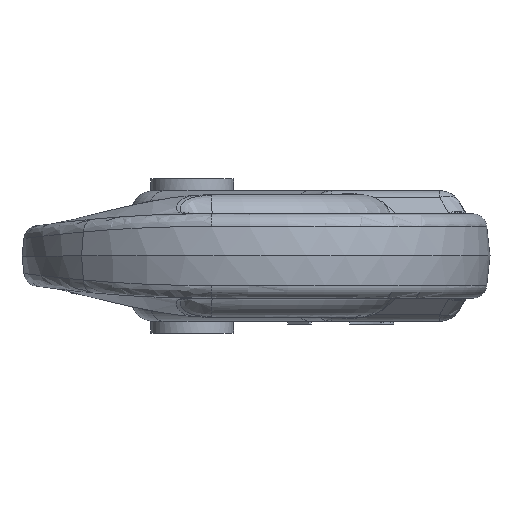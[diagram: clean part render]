
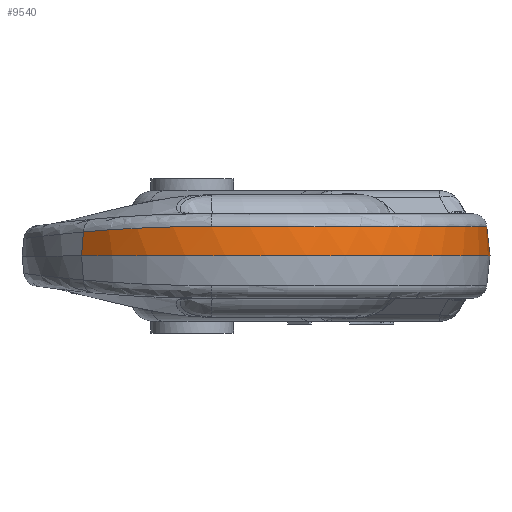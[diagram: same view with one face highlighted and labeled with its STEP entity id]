
A CAD part, front view. The second image highlights one B-rep face of the part: STEP entity #9540.
In plain terms, the highlighted conical face has half-angle 6 degrees and reference radius 99.35 mm.
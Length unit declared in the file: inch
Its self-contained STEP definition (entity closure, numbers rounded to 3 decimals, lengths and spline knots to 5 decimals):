
#1967=CARTESIAN_POINT('',(0.83022,-0.29281,
0.48729));
#1968=DIRECTION('',(0.,0.,1.));
#1969=DIRECTION('',(-0.175,-0.985,0.));
#1970=AXIS2_PLACEMENT_3D('',#1967,#1968,#1969);
#2008=CARTESIAN_POINT('',(0.15049,-4.11872,
0.48703));
#2009=CARTESIAN_POINT('',(0.08394,-4.1069,
0.48699));
#2010=CARTESIAN_POINT('',(-0.04848,-4.07982,
0.48668));
#2011=CARTESIAN_POINT('',(-0.24439,-4.02895,
0.48671));
#2012=CARTESIAN_POINT('',(-0.43767,-3.96821,
0.4836));
#2013=CARTESIAN_POINT('',(-0.62824,-3.89735,
0.47914));
#2014=CARTESIAN_POINT('',(-0.81525,-3.81664,
0.47295));
#2015=CARTESIAN_POINT('',(-0.99785,-3.72637,
0.46527));
#2016=CARTESIAN_POINT('',(-1.17515,-3.62702,
0.4563));
#2017=CARTESIAN_POINT('',(-1.34697,-3.51873,
0.44622));
#2018=CARTESIAN_POINT('',(-1.51297,-3.4017,
0.43519));
#2019=CARTESIAN_POINT('',(-1.67285,-3.27611,
0.42339));
#2020=CARTESIAN_POINT('',(-1.82618,-3.14222,
0.411));
#2021=CARTESIAN_POINT('',(-1.92378,-3.04758,
0.40253));
#2022=CARTESIAN_POINT('',(-1.97135,-2.99899,
0.39823));
#2024=DIRECTION('',(-0.097,-0.039,0.995));
#2025=VECTOR('',#2024,0.48997);
#2026=CARTESIAN_POINT('',(4.48883,1.16136,0.));
#2027=LINE('',#2026,#2025);
#2028=CARTESIAN_POINT('',(0.83022,-0.29281,
0.));
#2029=DIRECTION('',(0.,0.,-1.));
#2030=DIRECTION('',(0.929,0.369,0.));
#2031=AXIS2_PLACEMENT_3D('',#2028,#2029,#2030);
#3924=DIRECTION('',(0.075,0.073,0.995));
#3925=VECTOR('',#3924,0.40042);
#3926=CARTESIAN_POINT('',(-2.00146,-3.02807,0.));
#3927=LINE('',#3926,#3925);
#6411=CARTESIAN_POINT('',(4.48883,1.16136,
0.));
#6412=CARTESIAN_POINT('',(-2.00146,-3.02807,
0.));
#6413=VERTEX_POINT('',#6411);
#6414=VERTEX_POINT('',#6412);
#6415=CARTESIAN_POINT('',(4.44123,1.14244,0.48729));
#6416=VERTEX_POINT('',#6415);
#6417=CARTESIAN_POINT('',(0.15049,-4.11869,
0.48729));
#6418=VERTEX_POINT('',#6417);
#6419=VERTEX_POINT('',#2022);
#9525=CARTESIAN_POINT('',(0.83022,-0.29281,
0.24366));
#9526=DIRECTION('',(0.,0.,-1.));
#9527=DIRECTION('',(0.719,0.695,0.));
#9528=AXIS2_PLACEMENT_3D('',#9525,#9526,#9527);
#9529=CONICAL_SURFACE('',#9528,3.9114,6.);
#9531=ORIENTED_EDGE('',*,*,#9530,.T.);
#9533=ORIENTED_EDGE('',*,*,#9532,.T.);
#9535=ORIENTED_EDGE('',*,*,#9534,.F.);
#9536=ORIENTED_EDGE('',*,*,#9486,.T.);
#9537=ORIENTED_EDGE('',*,*,#9516,.F.);
#9538=EDGE_LOOP('',(#9531,#9533,#9535,#9536,#9537));
#9539=FACE_OUTER_BOUND('',#9538,.F.);
#9540=ADVANCED_FACE('',(#9539),#9529,.T.);
#1971=CIRCLE('',#1970,3.88579);
#2023=B_SPLINE_CURVE_WITH_KNOTS('',3,(#2008,#2009,#2010,#2011,#2012,#2013,#2014,
#2015,#2016,#2017,#2018,#2019,#2020,#2021,#2022),.UNSPECIFIED.,.F.,.F.,(4,1,1,1,
1,1,1,1,1,1,1,1,4),(0.,0.08333,0.16667,0.25,
0.33333,0.41667,0.5,0.58333,0.66667,
0.75,0.83333,0.91667,1.),.UNSPECIFIED.);
#2032=CIRCLE('',#2031,3.93701);
#9486=EDGE_CURVE('',#6418,#6416,#1971,.T.);
#9516=EDGE_CURVE('',#6413,#6416,#2027,.T.);
#9530=EDGE_CURVE('',#6413,#6414,#2032,.T.);
#9532=EDGE_CURVE('',#6414,#6419,#3927,.T.);
#9534=EDGE_CURVE('',#6418,#6419,#2023,.T.);
